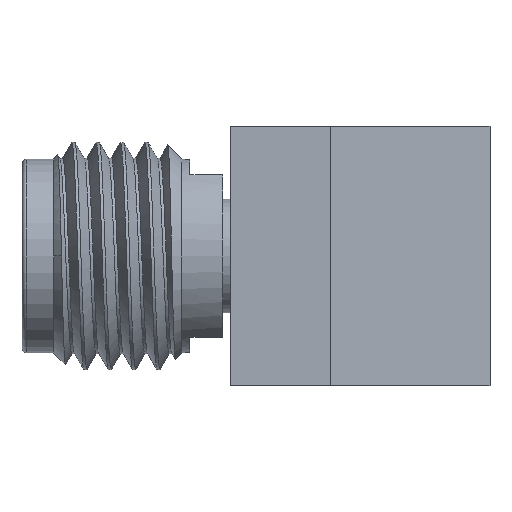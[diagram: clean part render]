
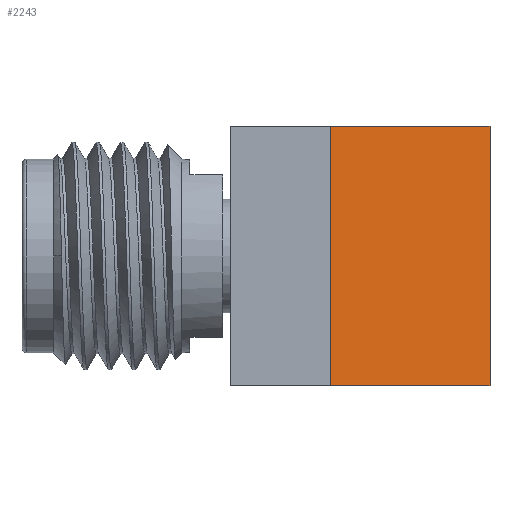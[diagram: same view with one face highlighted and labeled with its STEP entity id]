
A CAD part, left-side view. The second image highlights one B-rep face of the part: STEP entity #2243.
In plain terms, the highlighted planar face has unit normal (-0.707, -0.707, 0).
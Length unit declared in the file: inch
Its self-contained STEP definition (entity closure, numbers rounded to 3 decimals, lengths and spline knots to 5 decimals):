
#392 = ORIENTED_EDGE ( 'NONE', *, *, #3390, .T. ) ;
#2243 = ADVANCED_FACE ( 'NONE', ( #4718 ), #4950, .F. ) ;
#2441 = AXIS2_PLACEMENT_3D ( 'NONE', #9258, #3783, #9141 ) ;
#2444 = VECTOR ( 'NONE', #8178, 39.37008 ) ;
#2888 = LINE ( 'NONE', #6441, #2444 ) ;
#3112 = ORIENTED_EDGE ( 'NONE', *, *, #5834, .F. ) ;
#3390 = EDGE_CURVE ( 'NONE', #3989, #9822, #5166, .T. ) ;
#3417 = CARTESIAN_POINT ( 'NONE',  ( -0.06087, -0.06087, 0.15748 ) ) ;
#3783 = DIRECTION ( 'NONE',  ( 0.707, 0.707, 0. ) ) ;
#3989 = VERTEX_POINT ( 'NONE', #10589 ) ;
#4398 = DIRECTION ( 'NONE',  ( 0.707, -0.707, 0. ) ) ;
#4718 = FACE_OUTER_BOUND ( 'NONE', #5655, .T. ) ;
#4950 = PLANE ( 'NONE',  #2441 ) ;
#5166 = LINE ( 'NONE', #7036, #7648 ) ;
#5655 = EDGE_LOOP ( 'NONE', ( #3112, #9009, #392, #6851 ) ) ;
#5834 = EDGE_CURVE ( 'NONE', #10884, #6786, #11463, .T. ) ;
#6147 = LINE ( 'NONE', #11285, #8968 ) ;
#6369 = CARTESIAN_POINT ( 'NONE',  ( -0.15748, 0.03573, 0.15748 ) ) ;
#6441 = CARTESIAN_POINT ( 'NONE',  ( -0.15748, 0.03573, 0.15748 ) ) ;
#6786 = VERTEX_POINT ( 'NONE', #8130 ) ;
#6840 = CARTESIAN_POINT ( 'NONE',  ( 0.03573, -0.15748, -0.15748 ) ) ;
#6851 = ORIENTED_EDGE ( 'NONE', *, *, #7007, .F. ) ;
#7007 = EDGE_CURVE ( 'NONE', #6786, #9822, #6147, .T. ) ;
#7036 = CARTESIAN_POINT ( 'NONE',  ( -0.06087, -0.06087, -0.15748 ) ) ;
#7648 = VECTOR ( 'NONE', #7797, 39.37008 ) ;
#7797 = DIRECTION ( 'NONE',  ( 0.707, -0.707, 0. ) ) ;
#8130 = CARTESIAN_POINT ( 'NONE',  ( 0.03573, -0.15748, 0.15748 ) ) ;
#8178 = DIRECTION ( 'NONE',  ( 0., 0., 1. ) ) ;
#8968 = VECTOR ( 'NONE', #9575, 39.37008 ) ;
#9009 = ORIENTED_EDGE ( 'NONE', *, *, #10643, .F. ) ;
#9141 = DIRECTION ( 'NONE',  ( -0.707, 0.707, 0. ) ) ;
#9258 = CARTESIAN_POINT ( 'NONE',  ( -0.19767, 0.07592, 0.87876 ) ) ;
#9575 = DIRECTION ( 'NONE',  ( 0., 0., -1. ) ) ;
#9822 = VERTEX_POINT ( 'NONE', #6840 ) ;
#10589 = CARTESIAN_POINT ( 'NONE',  ( -0.15748, 0.03573, -0.15748 ) ) ;
#10643 = EDGE_CURVE ( 'NONE', #3989, #10884, #2888, .T. ) ;
#10884 = VERTEX_POINT ( 'NONE', #6369 ) ;
#11024 = VECTOR ( 'NONE', #4398, 39.37008 ) ;
#11285 = CARTESIAN_POINT ( 'NONE',  ( 0.03573, -0.15748, 0.15748 ) ) ;
#11463 = LINE ( 'NONE', #3417, #11024 ) ;
